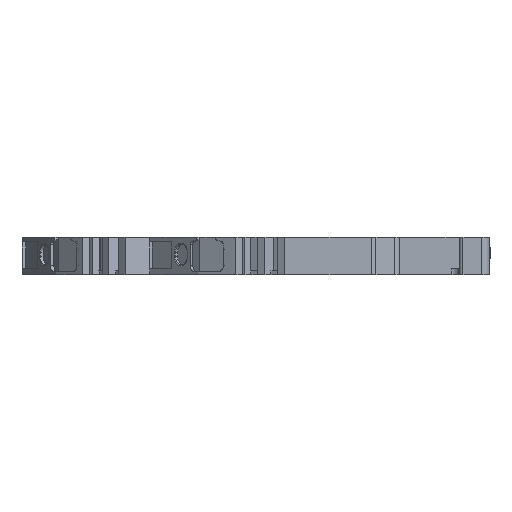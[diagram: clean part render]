
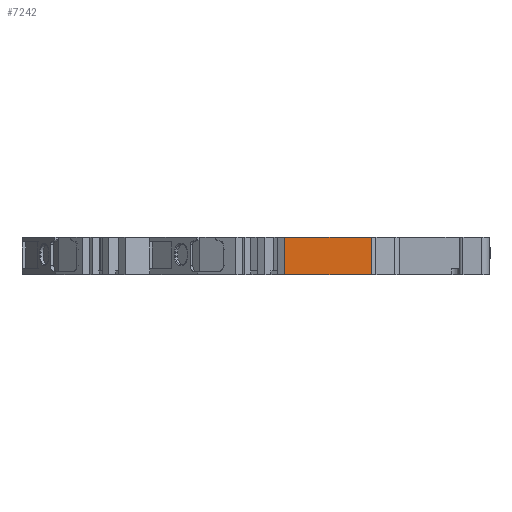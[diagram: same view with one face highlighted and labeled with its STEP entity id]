
A CAD part, left-side view. The second image highlights one B-rep face of the part: STEP entity #7242.
In plain terms, the highlighted planar face has unit normal (-1, 0, 0).
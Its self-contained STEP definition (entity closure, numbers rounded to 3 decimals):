
#630 = DIRECTION ( 'NONE',  ( 0., 0., -1. ) ) ;
#731 = CARTESIAN_POINT ( 'NONE',  ( -16.874, 41.967, 68.613 ) ) ;
#3543 = DIRECTION ( 'NONE',  ( 0., 0., -1. ) ) ;
#3612 = DIRECTION ( 'NONE',  ( 1., 0., 0. ) ) ;
#4366 = ORIENTED_EDGE ( 'NONE', *, *, #18018, .T. ) ;
#4419 = ORIENTED_EDGE ( 'NONE', *, *, #18200, .F. ) ;
#4479 = ORIENTED_EDGE ( 'NONE', *, *, #18582, .F. ) ;
#4827 = ORIENTED_EDGE ( 'NONE', *, *, #17861, .T. ) ;
#6054 = DIRECTION ( 'NONE',  ( 0., -1., 0. ) ) ;
#6260 = CARTESIAN_POINT ( 'NONE',  ( -16.874, 41.967, 63.613 ) ) ;
#6502 = VECTOR ( 'NONE', #6054, 1000. ) ;
#7106 = VERTEX_POINT ( 'NONE', #7980 ) ;
#7242 = ADVANCED_FACE ( 'NONE', ( #8880 ), #19849, .F. ) ;
#7651 = VECTOR ( 'NONE', #19018, 1000. ) ;
#7794 = AXIS2_PLACEMENT_3D ( 'NONE', #8733, #3612, #3543 ) ;
#7980 = CARTESIAN_POINT ( 'NONE',  ( -16.874, 30.408, 63.613 ) ) ;
#8733 = CARTESIAN_POINT ( 'NONE',  ( -16.874, 41.967, 68.613 ) ) ;
#8880 = FACE_OUTER_BOUND ( 'NONE', #9658, .T. ) ;
#9464 = LINE ( 'NONE', #6260, #6502 ) ;
#9658 = EDGE_LOOP ( 'NONE', ( #4366, #4419, #4479, #4827 ) ) ;
#13411 = VERTEX_POINT ( 'NONE', #16900 ) ;
#13647 = VERTEX_POINT ( 'NONE', #14174 ) ;
#13947 = LINE ( 'NONE', #18232, #7651 ) ;
#14174 = CARTESIAN_POINT ( 'NONE',  ( -16.874, 41.967, 63.613 ) ) ;
#14905 = VECTOR ( 'NONE', #630, 1000. ) ;
#15270 = LINE ( 'NONE', #20699, #20374 ) ;
#16900 = CARTESIAN_POINT ( 'NONE',  ( -16.874, 30.408, 68.613 ) ) ;
#16958 = LINE ( 'NONE', #731, #14905 ) ;
#17861 = EDGE_CURVE ( 'NONE', #19474, #13647, #16958, .T. ) ;
#18018 = EDGE_CURVE ( 'NONE', #13647, #7106, #9464, .T. ) ;
#18200 = EDGE_CURVE ( 'NONE', #13411, #7106, #13947, .T. ) ;
#18232 = CARTESIAN_POINT ( 'NONE',  ( -16.874, 30.408, 68.613 ) ) ;
#18582 = EDGE_CURVE ( 'NONE', #19474, #13411, #15270, .T. ) ;
#19018 = DIRECTION ( 'NONE',  ( 0., 0., -1. ) ) ;
#19474 = VERTEX_POINT ( 'NONE', #20695 ) ;
#19849 = PLANE ( 'NONE',  #7794 ) ;
#20374 = VECTOR ( 'NONE', #20572, 1000. ) ;
#20572 = DIRECTION ( 'NONE',  ( 0., -1., 0. ) ) ;
#20695 = CARTESIAN_POINT ( 'NONE',  ( -16.874, 41.967, 68.613 ) ) ;
#20699 = CARTESIAN_POINT ( 'NONE',  ( -16.874, 41.967, 68.613 ) ) ;
